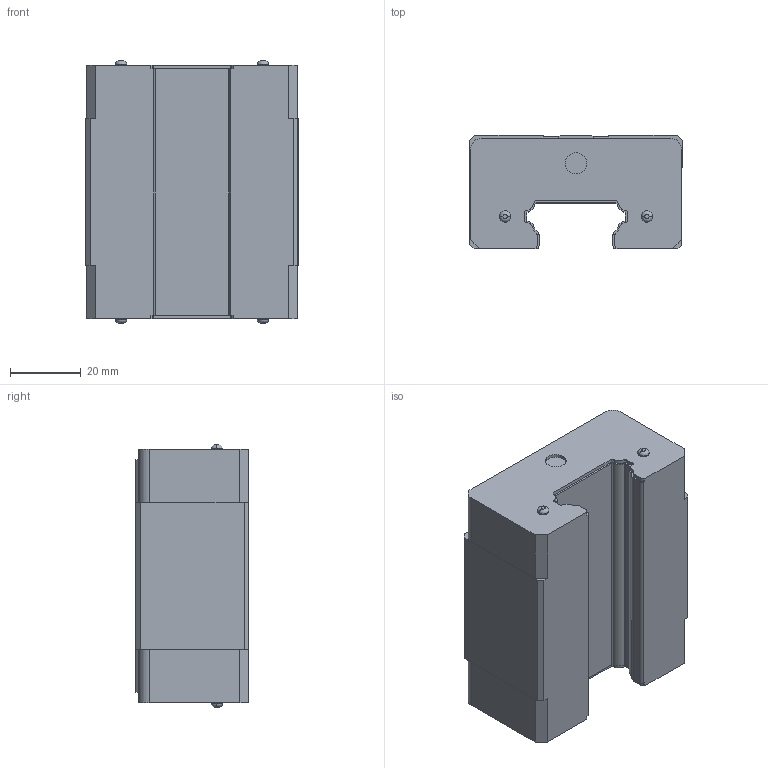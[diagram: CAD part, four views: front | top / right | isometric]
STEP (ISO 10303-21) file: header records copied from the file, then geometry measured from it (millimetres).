
FILE_DESCRIPTION (( 'STEP AP203' ), '1' );
FILE_NAME ('EGH30SA.STEP', '2007-01-12T09:07:58', ( 'HIWIN GmbH' ), ( '77654 Offenburg' ), 'SwSTEP 2.0', 'SolidWorks 2006104', '' );
FILE_SCHEMA (( 'CONFIG_CONTROL_DESIGN' ));
Length unit declared in the file: millimetre
Products named in the file (1): EGH30SA
Bounding box: 60 x 32 x 73.9 mm (x, y, z)
Volume: 110809.4 mm3; surface area: 19019.8 mm2
Topology: 1 solids, 1 shells, 162 faces, 434 edges, 284 vertices
Faces by surface type: plane 92, cylinder 58, torus 8, cone 4
Entity records: 5147 total; most frequent: CARTESIAN_POINT 893, DIRECTION 892, ORIENTED_EDGE 868, EDGE_CURVE 434, AXIS2_PLACEMENT_3D 299, VECTOR 294, LINE 294, VERTEX_POINT 284
